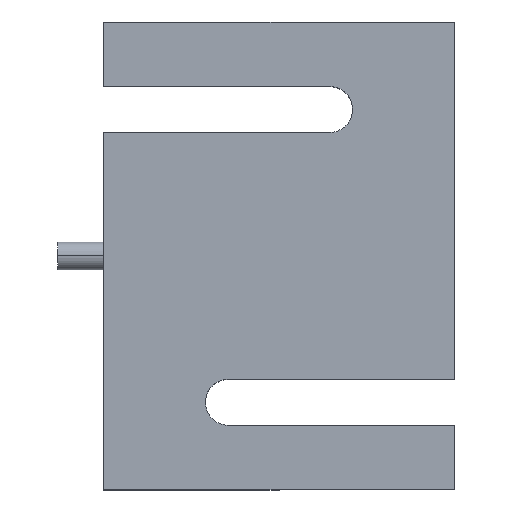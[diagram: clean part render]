
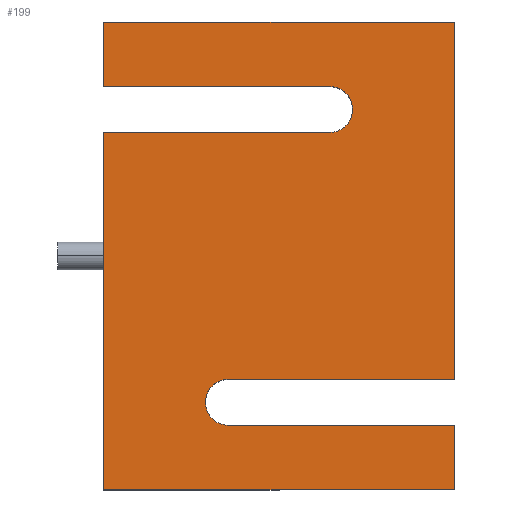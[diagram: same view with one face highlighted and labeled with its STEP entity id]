
A CAD part, top view. The second image highlights one B-rep face of the part: STEP entity #199.
In plain terms, the highlighted planar face has unit normal (0, 0, 1).
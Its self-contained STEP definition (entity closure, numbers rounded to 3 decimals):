
#7 = CARTESIAN_POINT ( 'NONE',  ( 38.1, -26.8, 15.9 ) ) ;
#8 = CARTESIAN_POINT ( 'NONE',  ( 38.1, -50.8, 15.9 ) ) ;
#9 = CIRCLE ( 'NONE', #744, 5. ) ;
#29 = AXIS2_PLACEMENT_3D ( 'NONE', #508, #268, #151 ) ;
#31 = ORIENTED_EDGE ( 'NONE', *, *, #696, .T. ) ;
#37 = LINE ( 'NONE', #751, #98 ) ;
#55 = CARTESIAN_POINT ( 'NONE',  ( -11., -36.8, 15.9 ) ) ;
#58 = VECTOR ( 'NONE', #507, 1000. ) ;
#63 = DIRECTION ( 'NONE',  ( 1., 0., 0. ) ) ;
#67 = ORIENTED_EDGE ( 'NONE', *, *, #106, .T. ) ;
#70 = ORIENTED_EDGE ( 'NONE', *, *, #205, .T. ) ;
#73 = ORIENTED_EDGE ( 'NONE', *, *, #341, .T. ) ;
#91 = LINE ( 'NONE', #386, #391 ) ;
#96 = VERTEX_POINT ( 'NONE', #609 ) ;
#98 = VECTOR ( 'NONE', #162, 1000. ) ;
#106 = EDGE_CURVE ( 'NONE', #674, #239, #678, .T. ) ;
#118 = VERTEX_POINT ( 'NONE', #126 ) ;
#126 = CARTESIAN_POINT ( 'NONE',  ( -38.1, 50.8, 15.9 ) ) ;
#132 = CARTESIAN_POINT ( 'NONE',  ( -11., -31.8, 15.9 ) ) ;
#151 = DIRECTION ( 'NONE',  ( 1., 0., 0. ) ) ;
#153 = CARTESIAN_POINT ( 'NONE',  ( 38.1, -26.8, 15.9 ) ) ;
#157 = VECTOR ( 'NONE', #204, 1000. ) ;
#162 = DIRECTION ( 'NONE',  ( 1., 0., 0. ) ) ;
#169 = DIRECTION ( 'NONE',  ( 0., -1., 0. ) ) ;
#176 = FACE_OUTER_BOUND ( 'NONE', #403, .T. ) ;
#182 = VECTOR ( 'NONE', #425, 1000. ) ;
#183 = ORIENTED_EDGE ( 'NONE', *, *, #603, .T. ) ;
#199 = ADVANCED_FACE ( 'NONE', ( #176 ), #618, .T. ) ;
#203 = CARTESIAN_POINT ( 'NONE',  ( 11., 26.8, 15.9 ) ) ;
#204 = DIRECTION ( 'NONE',  ( 1., 0., 0. ) ) ;
#205 = EDGE_CURVE ( 'NONE', #264, #674, #210, .T. ) ;
#206 = CARTESIAN_POINT ( 'NONE',  ( -38.1, 50.8, 15.9 ) ) ;
#207 = VECTOR ( 'NONE', #169, 1000. ) ;
#210 = LINE ( 'NONE', #702, #591 ) ;
#214 = CARTESIAN_POINT ( 'NONE',  ( -11., -36.8, 15.9 ) ) ;
#221 = VERTEX_POINT ( 'NONE', #695 ) ;
#224 = EDGE_CURVE ( 'NONE', #118, #516, #676, .T. ) ;
#232 = CARTESIAN_POINT ( 'NONE',  ( -16., -31.8, 15.9 ) ) ;
#237 = LINE ( 'NONE', #353, #207 ) ;
#239 = VERTEX_POINT ( 'NONE', #765 ) ;
#243 = DIRECTION ( 'NONE',  ( 0., 1., 0. ) ) ;
#264 = VERTEX_POINT ( 'NONE', #340 ) ;
#268 = DIRECTION ( 'NONE',  ( 0., 0., -1. ) ) ;
#272 = DIRECTION ( 'NONE',  ( -1., 0., 0. ) ) ;
#293 = VERTEX_POINT ( 'NONE', #203 ) ;
#302 = ORIENTED_EDGE ( 'NONE', *, *, #595, .T. ) ;
#304 = DIRECTION ( 'NONE',  ( 1., 0., 0. ) ) ;
#323 = EDGE_CURVE ( 'NONE', #600, #118, #551, .T. ) ;
#325 = AXIS2_PLACEMENT_3D ( 'NONE', #607, #660, #304 ) ;
#328 = DIRECTION ( 'NONE',  ( 0., 1., 0. ) ) ;
#340 = CARTESIAN_POINT ( 'NONE',  ( -38.1, -50.8, 15.9 ) ) ;
#341 = EDGE_CURVE ( 'NONE', #418, #600, #91, .T. ) ;
#344 = CARTESIAN_POINT ( 'NONE',  ( -38.1, 36.8, 15.9 ) ) ;
#353 = CARTESIAN_POINT ( 'NONE',  ( -38.1, -50.8, 15.9 ) ) ;
#386 = CARTESIAN_POINT ( 'NONE',  ( 38.1, 50.8, 15.9 ) ) ;
#391 = VECTOR ( 'NONE', #328, 1000. ) ;
#393 = CARTESIAN_POINT ( 'NONE',  ( -38.1, 36.8, 15.9 ) ) ;
#399 = ORIENTED_EDGE ( 'NONE', *, *, #504, .T. ) ;
#403 = EDGE_LOOP ( 'NONE', ( #183, #399, #31, #422, #70, #67, #302, #593, #725, #537, #73, #734, #420 ) ) ;
#407 = VERTEX_POINT ( 'NONE', #55 ) ;
#410 = VECTOR ( 'NONE', #243, 1000. ) ;
#412 = EDGE_CURVE ( 'NONE', #221, #264, #237, .T. ) ;
#418 = VERTEX_POINT ( 'NONE', #7 ) ;
#420 = ORIENTED_EDGE ( 'NONE', *, *, #224, .T. ) ;
#422 = ORIENTED_EDGE ( 'NONE', *, *, #412, .T. ) ;
#425 = DIRECTION ( 'NONE',  ( -1., 0., 0. ) ) ;
#427 = CIRCLE ( 'NONE', #325, 5. ) ;
#442 = LINE ( 'NONE', #153, #157 ) ;
#444 = CARTESIAN_POINT ( 'NONE',  ( 11., 36.8, 15.9 ) ) ;
#464 = EDGE_CURVE ( 'NONE', #407, #681, #699, .T. ) ;
#472 = EDGE_CURVE ( 'NONE', #96, #418, #442, .T. ) ;
#501 = DIRECTION ( 'NONE',  ( 0., 0., -1. ) ) ;
#504 = EDGE_CURVE ( 'NONE', #561, #293, #9, .T. ) ;
#507 = DIRECTION ( 'NONE',  ( -1., 0., 0. ) ) ;
#508 = CARTESIAN_POINT ( 'NONE',  ( -11., -31.8, 15.9 ) ) ;
#513 = CARTESIAN_POINT ( 'NONE',  ( 38.1, 50.8, 15.9 ) ) ;
#515 = LINE ( 'NONE', #214, #740 ) ;
#516 = VERTEX_POINT ( 'NONE', #393 ) ;
#537 = ORIENTED_EDGE ( 'NONE', *, *, #472, .T. ) ;
#551 = LINE ( 'NONE', #206, #58 ) ;
#561 = VERTEX_POINT ( 'NONE', #444 ) ;
#578 = LINE ( 'NONE', #715, #182 ) ;
#581 = DIRECTION ( 'NONE',  ( 1., 0., 0. ) ) ;
#591 = VECTOR ( 'NONE', #581, 1000. ) ;
#593 = ORIENTED_EDGE ( 'NONE', *, *, #464, .T. ) ;
#595 = EDGE_CURVE ( 'NONE', #239, #407, #515, .T. ) ;
#600 = VERTEX_POINT ( 'NONE', #513 ) ;
#603 = EDGE_CURVE ( 'NONE', #516, #561, #37, .T. ) ;
#606 = CARTESIAN_POINT ( 'NONE',  ( 38.1, -36.8, 15.9 ) ) ;
#607 = CARTESIAN_POINT ( 'NONE',  ( -11., -31.8, 15.9 ) ) ;
#609 = CARTESIAN_POINT ( 'NONE',  ( -11., -26.8, 15.9 ) ) ;
#618 = PLANE ( 'NONE',  #619 ) ;
#619 = AXIS2_PLACEMENT_3D ( 'NONE', #132, #668, #63 ) ;
#639 = CARTESIAN_POINT ( 'NONE',  ( 11., 31.8, 15.9 ) ) ;
#642 = DIRECTION ( 'NONE',  ( -1., 0., 0. ) ) ;
#658 = VECTOR ( 'NONE', #763, 1000. ) ;
#660 = DIRECTION ( 'NONE',  ( 0., 0., -1. ) ) ;
#668 = DIRECTION ( 'NONE',  ( 0., 0., 1. ) ) ;
#674 = VERTEX_POINT ( 'NONE', #8 ) ;
#676 = LINE ( 'NONE', #344, #658 ) ;
#678 = LINE ( 'NONE', #606, #410 ) ;
#681 = VERTEX_POINT ( 'NONE', #232 ) ;
#695 = CARTESIAN_POINT ( 'NONE',  ( -38.1, 26.8, 15.9 ) ) ;
#696 = EDGE_CURVE ( 'NONE', #293, #221, #578, .T. ) ;
#699 = CIRCLE ( 'NONE', #29, 5. ) ;
#702 = CARTESIAN_POINT ( 'NONE',  ( 38.1, -50.8, 15.9 ) ) ;
#715 = CARTESIAN_POINT ( 'NONE',  ( -38.1, 26.8, 15.9 ) ) ;
#725 = ORIENTED_EDGE ( 'NONE', *, *, #753, .T. ) ;
#734 = ORIENTED_EDGE ( 'NONE', *, *, #323, .T. ) ;
#740 = VECTOR ( 'NONE', #642, 1000. ) ;
#744 = AXIS2_PLACEMENT_3D ( 'NONE', #639, #501, #272 ) ;
#751 = CARTESIAN_POINT ( 'NONE',  ( 11., 36.8, 15.9 ) ) ;
#753 = EDGE_CURVE ( 'NONE', #681, #96, #427, .T. ) ;
#763 = DIRECTION ( 'NONE',  ( 0., -1., 0. ) ) ;
#765 = CARTESIAN_POINT ( 'NONE',  ( 38.1, -36.8, 15.9 ) ) ;
